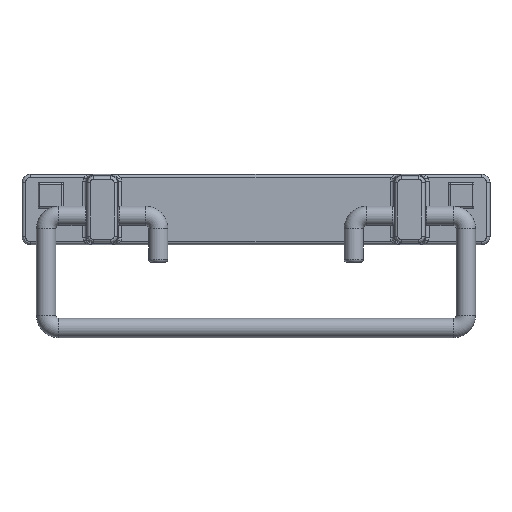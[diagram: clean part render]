
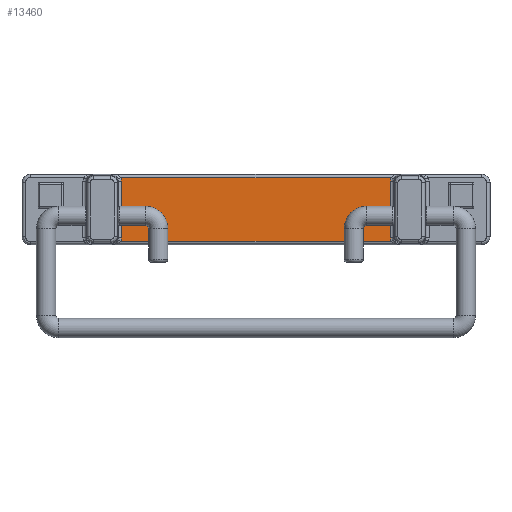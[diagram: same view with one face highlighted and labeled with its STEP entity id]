
A CAD part, top view. The second image highlights one B-rep face of the part: STEP entity #13460.
In plain terms, the highlighted planar face has unit normal (0, 0, 1).
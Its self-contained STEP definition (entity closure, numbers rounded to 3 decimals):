
#7670=CARTESIAN_POINT('',(50.214,9.93,2.));
#7680=VERTEX_POINT('',#7670);
#7710=CARTESIAN_POINT('',(0.,9.93,2.));
#7720=DIRECTION('',(-1.,0.,0.));
#7730=VECTOR('',#7720,1.);
#7740=LINE('',#7710,#7730);
#7750=CARTESIAN_POINT('',(-34.214,9.93,2.));
#7760=VERTEX_POINT('',#7750);
#7770=EDGE_CURVE('',#7680,#7760,#7740,.T.);
#10630=CARTESIAN_POINT('',(0.,0.,2.));
#10640=DIRECTION('',(0.,0.,1.));
#10650=DIRECTION('',(1.,0.,0.));
#10660=AXIS2_PLACEMENT_3D('',#10630,#10640,#10650);
#10670=PLANE('',#10660);
#12530=CARTESIAN_POINT('',(-34.017,0.,2.));
#12540=DIRECTION('',(0.,1.,0.));
#12550=VECTOR('',#12540,1.);
#12560=LINE('',#12530,#12550);
#12570=CARTESIAN_POINT('',(-34.017,-8.861,2.));
#12580=VERTEX_POINT('',#12570);
#12590=CARTESIAN_POINT('',(-34.017,8.861,2.));
#12600=VERTEX_POINT('',#12590);
#12610=EDGE_CURVE('',#12580,#12600,#12560,.T.);
#12620=ORIENTED_EDGE('',*,*,#12610,.F.);
#12630=CARTESIAN_POINT('',(-34.017,8.861,2.));
#12640=CARTESIAN_POINT('',(-34.017,8.917,2.));
#12650=CARTESIAN_POINT('',(-34.019,8.973,2.));
#12660=CARTESIAN_POINT('',(-34.029,9.155,2.));
#12670=CARTESIAN_POINT('',(-34.044,9.28,2.));
#12680=CARTESIAN_POINT('',(-34.085,9.502,2.));
#12690=CARTESIAN_POINT('',(-34.107,9.598,2.));
#12700=CARTESIAN_POINT('',(-34.142,9.72,2.));
#12710=CARTESIAN_POINT('',(-34.15,9.746,2.));
#12720=CARTESIAN_POINT('',(-34.176,9.825,2.));
#12730=CARTESIAN_POINT('',(-34.194,9.877,2.));
#12740=CARTESIAN_POINT('',(-34.214,9.93,2.));
#12750=B_SPLINE_CURVE_WITH_KNOTS('',3,(#12630,#12640,#12650,#12660,
#12670,#12680,#12690,#12700,#12710,#12720,#12730,#12740),.UNSPECIFIED.,
.F.,.F.,(4,2,2,2,2,4),(0.,0.14,0.455,
0.703,0.771,0.911),.UNSPECIFIED.);
#12760=EDGE_CURVE('',#12600,#7760,#12750,.T.);
#12770=ORIENTED_EDGE('',*,*,#12760,.F.);
#12780=ORIENTED_EDGE('',*,*,#7770,.T.);
#12790=CARTESIAN_POINT('',(50.017,8.861,2.));
#12800=CARTESIAN_POINT('',(50.017,8.917,2.));
#12810=CARTESIAN_POINT('',(50.019,8.973,2.));
#12820=CARTESIAN_POINT('',(50.029,9.155,2.));
#12830=CARTESIAN_POINT('',(50.044,9.28,2.));
#12840=CARTESIAN_POINT('',(50.085,9.502,2.));
#12850=CARTESIAN_POINT('',(50.107,9.598,2.));
#12860=CARTESIAN_POINT('',(50.142,9.72,2.));
#12870=CARTESIAN_POINT('',(50.15,9.746,2.));
#12880=CARTESIAN_POINT('',(50.176,9.825,2.));
#12890=CARTESIAN_POINT('',(50.194,9.877,2.));
#12900=CARTESIAN_POINT('',(50.214,9.93,2.));
#12910=B_SPLINE_CURVE_WITH_KNOTS('',3,(#12790,#12800,#12810,#12820,
#12830,#12840,#12850,#12860,#12870,#12880,#12890,#12900),.UNSPECIFIED.,
.F.,.F.,(4,2,2,2,2,4),(0.,0.14,0.455,
0.703,0.771,0.911),.UNSPECIFIED.);
#12920=CARTESIAN_POINT('',(50.017,8.861,2.));
#12930=VERTEX_POINT('',#12920);
#12940=EDGE_CURVE('',#12930,#7680,#12910,.T.);
#12950=ORIENTED_EDGE('',*,*,#12940,.T.);
#12960=CARTESIAN_POINT('',(50.017,0.,2.));
#12970=DIRECTION('',(0.,1.,0.));
#12980=VECTOR('',#12970,1.);
#12990=LINE('',#12960,#12980);
#13000=CARTESIAN_POINT('',(50.017,-8.861,2.));
#13010=VERTEX_POINT('',#13000);
#13020=EDGE_CURVE('',#13010,#12930,#12990,.T.);
#13030=ORIENTED_EDGE('',*,*,#13020,.T.);
#13040=CARTESIAN_POINT('',(50.214,-9.93,2.));
#13050=CARTESIAN_POINT('',(50.194,-9.877,2.));
#13060=CARTESIAN_POINT('',(50.176,-9.825,2.));
#13070=CARTESIAN_POINT('',(50.15,-9.746,2.));
#13080=CARTESIAN_POINT('',(50.142,-9.72,2.));
#13090=CARTESIAN_POINT('',(50.107,-9.598,2.));
#13100=CARTESIAN_POINT('',(50.085,-9.502,2.));
#13110=CARTESIAN_POINT('',(50.044,-9.28,2.));
#13120=CARTESIAN_POINT('',(50.029,-9.155,2.));
#13130=CARTESIAN_POINT('',(50.019,-8.973,2.));
#13140=CARTESIAN_POINT('',(50.017,-8.917,2.));
#13150=CARTESIAN_POINT('',(50.017,-8.861,2.));
#13160=B_SPLINE_CURVE_WITH_KNOTS('',3,(#13040,#13050,#13060,#13070,
#13080,#13090,#13100,#13110,#13120,#13130,#13140,#13150),.UNSPECIFIED.,
.F.,.F.,(4,2,2,2,2,4),(0.,0.139,0.207,
0.455,0.77,0.911),.UNSPECIFIED.);
#13170=CARTESIAN_POINT('',(50.214,-9.93,2.));
#13180=VERTEX_POINT('',#13170);
#13190=EDGE_CURVE('',#13180,#13010,#13160,.T.);
#13200=ORIENTED_EDGE('',*,*,#13190,.T.);
#13210=CARTESIAN_POINT('',(0.,-9.93,2.));
#13220=DIRECTION('',(1.,0.,0.));
#13230=VECTOR('',#13220,1.);
#13240=LINE('',#13210,#13230);
#13250=CARTESIAN_POINT('',(-34.214,-9.93,2.));
#13260=VERTEX_POINT('',#13250);
#13270=EDGE_CURVE('',#13260,#13180,#13240,.T.);
#13280=ORIENTED_EDGE('',*,*,#13270,.T.);
#13290=CARTESIAN_POINT('',(-34.214,-9.93,2.));
#13300=CARTESIAN_POINT('',(-34.194,-9.877,2.));
#13310=CARTESIAN_POINT('',(-34.176,-9.825,2.));
#13320=CARTESIAN_POINT('',(-34.15,-9.746,2.));
#13330=CARTESIAN_POINT('',(-34.142,-9.72,2.));
#13340=CARTESIAN_POINT('',(-34.107,-9.598,2.));
#13350=CARTESIAN_POINT('',(-34.085,-9.502,2.));
#13360=CARTESIAN_POINT('',(-34.044,-9.28,2.));
#13370=CARTESIAN_POINT('',(-34.029,-9.155,2.));
#13380=CARTESIAN_POINT('',(-34.019,-8.973,2.));
#13390=CARTESIAN_POINT('',(-34.017,-8.917,2.));
#13400=CARTESIAN_POINT('',(-34.017,-8.861,2.));
#13410=B_SPLINE_CURVE_WITH_KNOTS('',3,(#13290,#13300,#13310,#13320,
#13330,#13340,#13350,#13360,#13370,#13380,#13390,#13400),.UNSPECIFIED.,
.F.,.F.,(4,2,2,2,2,4),(0.,0.139,0.207,
0.455,0.77,0.911),.UNSPECIFIED.);
#13420=EDGE_CURVE('',#13260,#12580,#13410,.T.);
#13430=ORIENTED_EDGE('',*,*,#13420,.F.);
#13440=EDGE_LOOP('',(#13430,#13280,#13200,#13030,#12950,#12780,#12770,
#12620));
#13450=FACE_OUTER_BOUND('',#13440,.T.);
#13460=ADVANCED_FACE('',(#13450),#10670,.T.);
